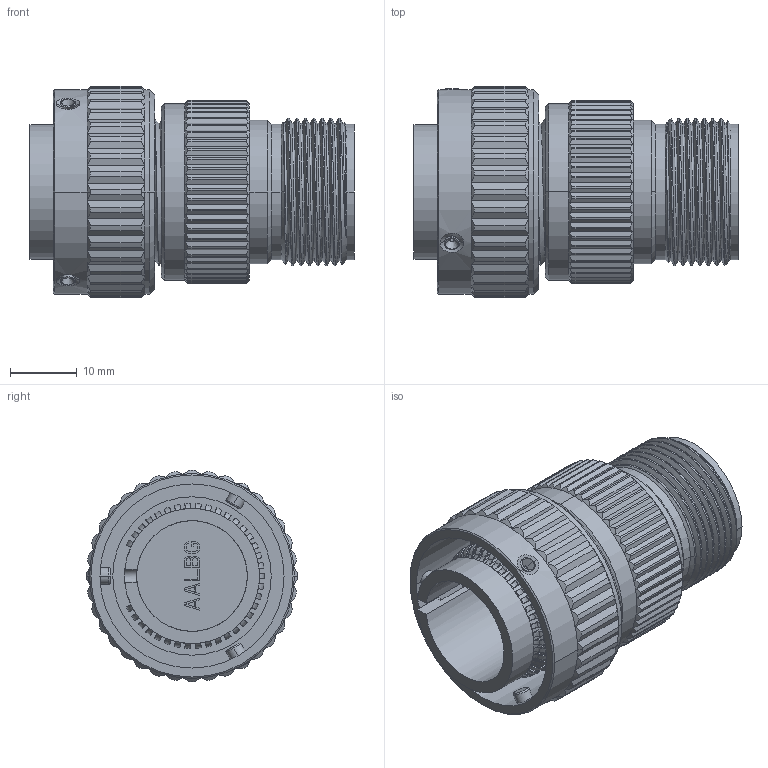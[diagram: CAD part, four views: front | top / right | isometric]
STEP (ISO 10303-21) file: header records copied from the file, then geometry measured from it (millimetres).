
FILE_DESCRIPTION((''),'2;1');
FILE_NAME('VG95234L-16S_SW0001','2023-03-28T12:49:48',('paultorloting'),('NET AG system integration'),'CREO PARAMETRIC BY PTC INC, 2021404','CREO PARAMETRIC BY PTC INC, 2021404','');
FILE_SCHEMA(('AUTOMOTIVE_DESIGN { 1 0 10303 214 1 1 1 1 }'));
Products named in the file (1): VG95234L-16S_SW0001
Bounding box: 48.6 x 31.72 x 31.72 mm (x, y, z)
Volume: 18922.7 mm3; surface area: 11187.5 mm2
Topology: 1 solids, 2 shells, 1528 faces, 4243 edges, 2671 vertices
Faces by surface type: plane 566, bspline 544, cylinder 351, cone 61, torus 6
Entity records: 82005 total; most frequent: CARTESIAN_POINT 43103, ORIENTED_EDGE 8474, DIRECTION 4593, EDGE_CURVE 4237, VERTEX_POINT 2671, B_SPLINE_CURVE_WITH_KNOTS 2040, VECTOR 1792, LINE 1792
